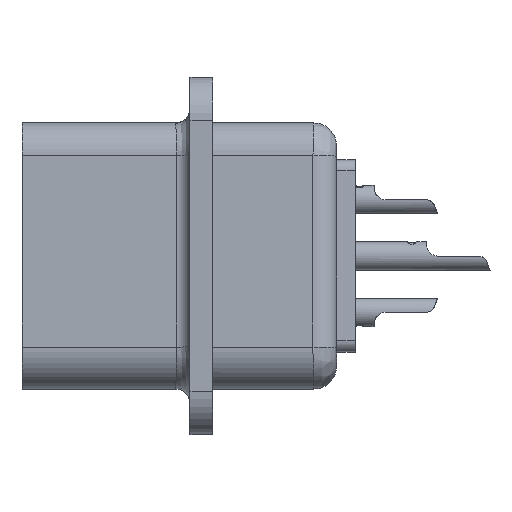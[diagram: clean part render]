
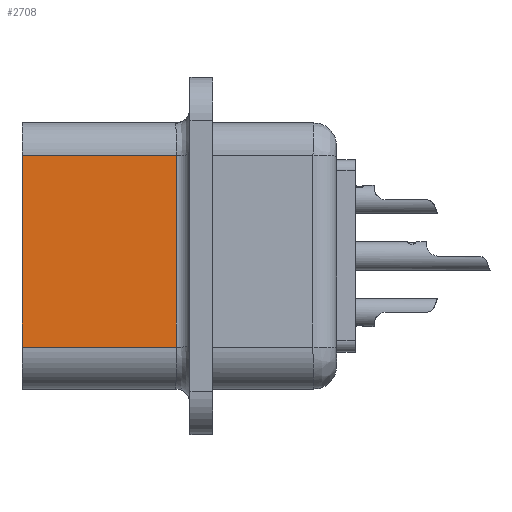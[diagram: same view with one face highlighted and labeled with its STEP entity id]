
A CAD part, left-side view. The second image highlights one B-rep face of the part: STEP entity #2708.
In plain terms, the highlighted planar face has unit normal (-0.998, 0.035, 0.053).
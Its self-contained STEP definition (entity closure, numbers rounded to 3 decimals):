
#1857=CARTESIAN_POINT('',(6.976,5.633,-2.736));
#1858=VERTEX_POINT('',#1857);
#1884=CARTESIAN_POINT('',(6.616,5.633,-9.475));
#1885=VERTEX_POINT('',#1884);
#1886=CARTESIAN_POINT('',(6.976,5.633,-2.736));
#1887=DIRECTION('',(-0.053,0.,-0.999));
#1888=VECTOR('',#1887,6.749);
#1889=LINE('',#1886,#1888);
#1890=EDGE_CURVE('',#1858,#1885,#1889,.T.);
#2665=CARTESIAN_POINT('',(7.166,11.05,-2.736));
#2666=VERTEX_POINT('',#2665);
#2675=CARTESIAN_POINT('',(7.166,11.05,-2.736));
#2676=DIRECTION('',(-0.035,-0.999,0.));
#2677=VECTOR('',#2676,5.421);
#2678=LINE('',#2675,#2677);
#2679=EDGE_CURVE('',#2666,#1858,#2678,.T.);
#2685=CARTESIAN_POINT('',(6.891,8.341,-6.106));
#2686=DIRECTION('',(0.053,-0.002,0.999));
#2687=DIRECTION('',(-0.998,0.035,0.053));
#2688=AXIS2_PLACEMENT_3D('',#2685,#2687,#2686);
#2689=PLANE('',#2688);
#2690=ORIENTED_EDGE('',*,*,#2679,.F.);
#2691=CARTESIAN_POINT('',(6.805,11.05,-9.475));
#2692=VERTEX_POINT('',#2691);
#2693=CARTESIAN_POINT('',(7.166,11.05,-2.736));
#2694=DIRECTION('',(-0.053,0.,-0.999));
#2695=VECTOR('',#2694,6.749);
#2696=LINE('',#2693,#2695);
#2697=EDGE_CURVE('',#2666,#2692,#2696,.T.);
#2698=ORIENTED_EDGE('',*,*,#2697,.T.);
#2699=CARTESIAN_POINT('',(6.805,11.05,-9.475));
#2700=DIRECTION('',(-0.035,-0.999,0.));
#2701=VECTOR('',#2700,5.421);
#2702=LINE('',#2699,#2701);
#2703=EDGE_CURVE('',#2692,#1885,#2702,.T.);
#2704=ORIENTED_EDGE('',*,*,#2703,.T.);
#2705=ORIENTED_EDGE('',*,*,#1890,.F.);
#2706=EDGE_LOOP('',(#2690,#2698,#2704,#2705));
#2707=FACE_OUTER_BOUND('',#2706,.T.);
#2708=ADVANCED_FACE('',(#2707),#2689,.T.);
